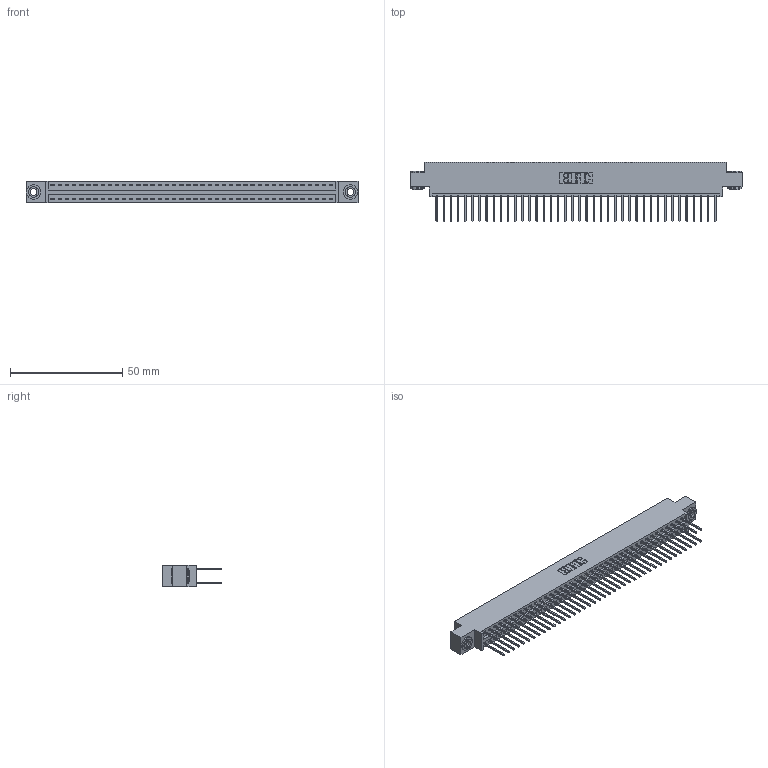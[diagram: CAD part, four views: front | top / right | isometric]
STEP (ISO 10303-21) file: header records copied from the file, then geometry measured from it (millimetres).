
FILE_DESCRIPTION (( 'STEP AP203' ), '1' );
FILE_NAME ('346-080-522-803.STEP', '2022-05-25T15:35:57', ( '' ), ( '' ), 'SwSTEP 2.0', 'SolidWorks 2020', '' );
FILE_SCHEMA (( 'CONFIG_CONTROL_DESIGN' ));
Length unit declared in the file: inch
Products named in the file (4): 345-292-001_345-293-122; 346 Part_0.170 Offset - 0.156 Dia-TH; 345-250-002_345-250-002-102; 346-080-522-803
Assembly tree (83 placements, depth 2):
  346-080-522-803
    346 Part_0.170 Offset - 0.156 Dia-TH
    345-292-001_345-293-122  x80
    345-250-002_345-250-002-102  x2
Bounding box: 147.57 x 26.42 x 9.4 mm (x, y, z)
Volume: 14426.4 mm3; surface area: 21177.3 mm2
Topology: 83 solids, 83 shells, 4338 faces, 12853 edges, 8458 vertices
Faces by surface type: plane 2904, cylinder 1426, cone 8
Entity records: 27590 total; most frequent: CARTESIAN_POINT 4533, ORIENTED_EDGE 4458, DIRECTION 4075, EDGE_CURVE 2229, LINE 1913, VECTOR 1913, VERTEX_POINT 1482, AXIS2_PLACEMENT_3D 1081
